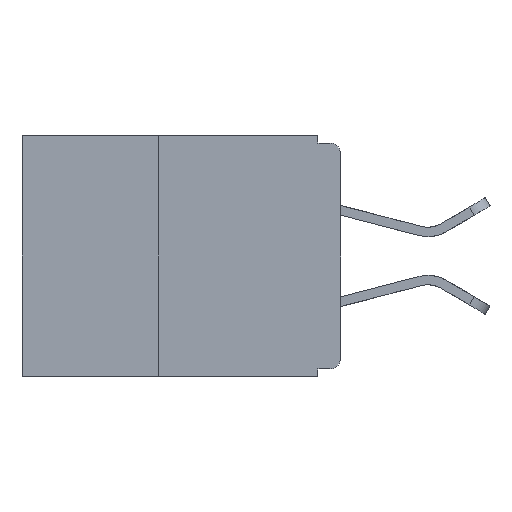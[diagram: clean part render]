
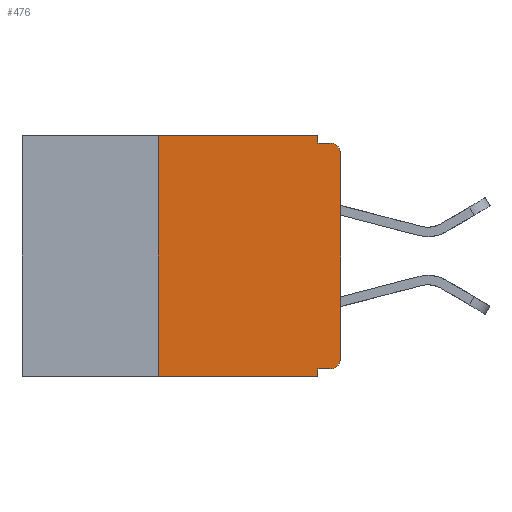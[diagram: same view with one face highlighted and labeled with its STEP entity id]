
A CAD part, left-side view. The second image highlights one B-rep face of the part: STEP entity #476.
In plain terms, the highlighted planar face has unit normal (-1, 0, 0).
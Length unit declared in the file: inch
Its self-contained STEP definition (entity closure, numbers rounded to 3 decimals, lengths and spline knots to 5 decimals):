
#273 = VECTOR ( 'NONE', #16567, 39.37008 ) ;
#293 = LINE ( 'NONE', #4802, #17172 ) ;
#476 = ADVANCED_FACE ( 'NONE', ( #3340 ), #2995, .F. ) ;
#742 = VERTEX_POINT ( 'NONE', #5574 ) ;
#1383 = VERTEX_POINT ( 'NONE', #11759 ) ;
#1908 = VECTOR ( 'NONE', #17768, 39.37008 ) ;
#1915 = CARTESIAN_POINT ( 'NONE',  ( 0., 0.031, -0.33 ) ) ;
#2282 = LINE ( 'NONE', #8249, #6240 ) ;
#2315 = LINE ( 'NONE', #1915, #9733 ) ;
#2453 = EDGE_CURVE ( 'NONE', #1383, #742, #2282, .T. ) ;
#2466 = VERTEX_POINT ( 'NONE', #11926 ) ;
#2714 = VERTEX_POINT ( 'NONE', #16558 ) ;
#2995 = PLANE ( 'NONE',  #12083 ) ;
#3101 = DIRECTION ( 'NONE',  ( 0., -1., 0. ) ) ;
#3340 = FACE_OUTER_BOUND ( 'NONE', #17823, .T. ) ;
#3600 = EDGE_CURVE ( 'NONE', #5346, #2714, #18708, .T. ) ;
#4040 = CARTESIAN_POINT ( 'NONE',  ( 0., 0., -0.025 ) ) ;
#4075 = DIRECTION ( 'NONE',  ( 0., 0., 1. ) ) ;
#4508 = EDGE_CURVE ( 'NONE', #16408, #2466, #19158, .T. ) ;
#4596 = CARTESIAN_POINT ( 'NONE',  ( 0., 0.031, -0.01 ) ) ;
#4802 = CARTESIAN_POINT ( 'NONE',  ( 0., 0.437, -0.33 ) ) ;
#5094 = VERTEX_POINT ( 'NONE', #16702 ) ;
#5346 = VERTEX_POINT ( 'NONE', #13127 ) ;
#5574 = CARTESIAN_POINT ( 'NONE',  ( 0., 0.25, 0. ) ) ;
#5996 = DIRECTION ( 'NONE',  ( -1., 0., 0. ) ) ;
#6008 = DIRECTION ( 'NONE',  ( -1., 0., 0. ) ) ;
#6175 = ORIENTED_EDGE ( 'NONE', *, *, #12967, .T. ) ;
#6240 = VECTOR ( 'NONE', #14489, 39.37008 ) ;
#6372 = ORIENTED_EDGE ( 'NONE', *, *, #8342, .T. ) ;
#6396 = ORIENTED_EDGE ( 'NONE', *, *, #4508, .F. ) ;
#6406 = LINE ( 'NONE', #9293, #1908 ) ;
#6449 = VECTOR ( 'NONE', #18393, 39.37008 ) ;
#6592 = ORIENTED_EDGE ( 'NONE', *, *, #14971, .F. ) ;
#6613 = ORIENTED_EDGE ( 'NONE', *, *, #11913, .F. ) ;
#6653 = ORIENTED_EDGE ( 'NONE', *, *, #2453, .F. ) ;
#6902 = ORIENTED_EDGE ( 'NONE', *, *, #11600, .T. ) ;
#6920 = ORIENTED_EDGE ( 'NONE', *, *, #16060, .F. ) ;
#7235 = ORIENTED_EDGE ( 'NONE', *, *, #11015, .F. ) ;
#7504 = CARTESIAN_POINT ( 'NONE',  ( 0., 0.031, 0. ) ) ;
#7674 = VECTOR ( 'NONE', #4075, 39.37008 ) ;
#7700 = ORIENTED_EDGE ( 'NONE', *, *, #3600, .T. ) ;
#8249 = CARTESIAN_POINT ( 'NONE',  ( 0., 0.25, -0.33 ) ) ;
#8258 = VERTEX_POINT ( 'NONE', #4040 ) ;
#8342 = EDGE_CURVE ( 'NONE', #8258, #2466, #19317, .T. ) ;
#8731 = LINE ( 'NONE', #7504, #17594 ) ;
#9293 = CARTESIAN_POINT ( 'NONE',  ( 0., 0.437, 0. ) ) ;
#9733 = VECTOR ( 'NONE', #12112, 39.37008 ) ;
#10249 = DIRECTION ( 'NONE',  ( 0., 0., -1. ) ) ;
#11015 = EDGE_CURVE ( 'NONE', #5346, #19414, #15901, .T. ) ;
#11449 = VERTEX_POINT ( 'NONE', #12812 ) ;
#11600 = EDGE_CURVE ( 'NONE', #1383, #11449, #293, .T. ) ;
#11759 = CARTESIAN_POINT ( 'NONE',  ( 0., 0.25, -0.33 ) ) ;
#11913 = EDGE_CURVE ( 'NONE', #742, #5094, #6406, .T. ) ;
#11926 = CARTESIAN_POINT ( 'NONE',  ( 0., 0.015, -0.01 ) ) ;
#12083 = AXIS2_PLACEMENT_3D ( 'NONE', #16507, #20000, #16343 ) ;
#12112 = DIRECTION ( 'NONE',  ( 0., 0., -1. ) ) ;
#12812 = CARTESIAN_POINT ( 'NONE',  ( 0., 0.031, -0.33 ) ) ;
#12967 = EDGE_CURVE ( 'NONE', #2714, #8258, #13211, .T. ) ;
#13127 = CARTESIAN_POINT ( 'NONE',  ( 0., 0.015, -0.32 ) ) ;
#13211 = LINE ( 'NONE', #14116, #7674 ) ;
#14116 = CARTESIAN_POINT ( 'NONE',  ( 0., 0., 0. ) ) ;
#14486 = CARTESIAN_POINT ( 'NONE',  ( 0., 0.031, -0.32 ) ) ;
#14489 = DIRECTION ( 'NONE',  ( 0., 0., 1. ) ) ;
#14971 = EDGE_CURVE ( 'NONE', #5094, #16408, #8731, .T. ) ;
#15152 = CARTESIAN_POINT ( 'NONE',  ( 0., 0., -0.01 ) ) ;
#15780 = AXIS2_PLACEMENT_3D ( 'NONE', #16047, #5996, #17707 ) ;
#15901 = LINE ( 'NONE', #16752, #6449 ) ;
#16047 = CARTESIAN_POINT ( 'NONE',  ( 0., 0.015, -0.025 ) ) ;
#16060 = EDGE_CURVE ( 'NONE', #19414, #11449, #2315, .T. ) ;
#16343 = DIRECTION ( 'NONE',  ( 0., 0., -1. ) ) ;
#16408 = VERTEX_POINT ( 'NONE', #4596 ) ;
#16507 = CARTESIAN_POINT ( 'NONE',  ( 0., 0.437, 0. ) ) ;
#16558 = CARTESIAN_POINT ( 'NONE',  ( 0., 0., -0.305 ) ) ;
#16567 = DIRECTION ( 'NONE',  ( 0., -1., 0. ) ) ;
#16572 = CARTESIAN_POINT ( 'NONE',  ( 0., 0.015, -0.305 ) ) ;
#16702 = CARTESIAN_POINT ( 'NONE',  ( 0., 0.031, 0. ) ) ;
#16752 = CARTESIAN_POINT ( 'NONE',  ( 0., 0., -0.32 ) ) ;
#17172 = VECTOR ( 'NONE', #3101, 39.37008 ) ;
#17594 = VECTOR ( 'NONE', #19120, 39.37008 ) ;
#17707 = DIRECTION ( 'NONE',  ( 0., 0., -1. ) ) ;
#17768 = DIRECTION ( 'NONE',  ( 0., -1., 0. ) ) ;
#17823 = EDGE_LOOP ( 'NONE', ( #6175, #6372, #6396, #6592, #6613, #6653, #6902, #6920, #7235, #7700 ) ) ;
#18393 = DIRECTION ( 'NONE',  ( 0., 1., 0. ) ) ;
#18708 = CIRCLE ( 'NONE', #20071, 0.015 ) ;
#19120 = DIRECTION ( 'NONE',  ( 0., 0., -1. ) ) ;
#19158 = LINE ( 'NONE', #15152, #273 ) ;
#19317 = CIRCLE ( 'NONE', #15780, 0.015 ) ;
#19414 = VERTEX_POINT ( 'NONE', #14486 ) ;
#20000 = DIRECTION ( 'NONE',  ( 1., 0., 0. ) ) ;
#20071 = AXIS2_PLACEMENT_3D ( 'NONE', #16572, #6008, #10249 ) ;
